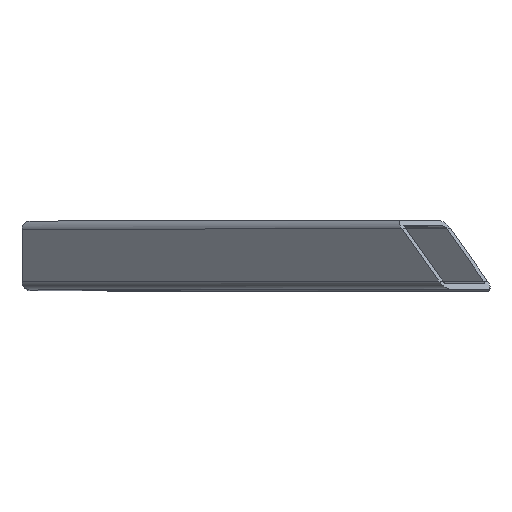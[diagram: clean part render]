
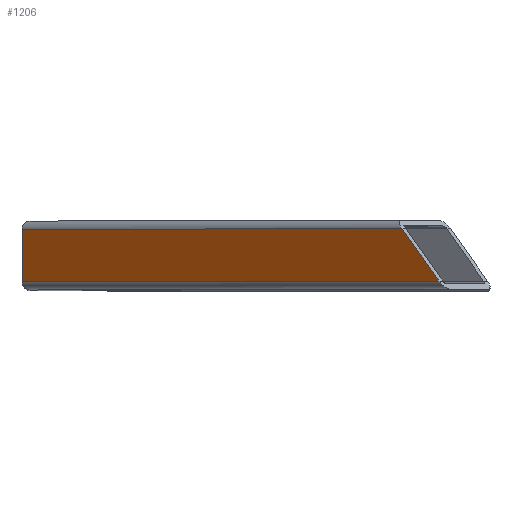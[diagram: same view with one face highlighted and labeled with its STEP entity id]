
A CAD part, top view. The second image highlights one B-rep face of the part: STEP entity #1206.
In plain terms, the highlighted planar face has unit normal (-0.707, 0, 0.707).
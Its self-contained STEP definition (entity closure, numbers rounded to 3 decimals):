
#146=ORIENTED_EDGE('',*,*,#474,.F.);
#147=ORIENTED_EDGE('',*,*,#475,.T.);
#148=ORIENTED_EDGE('',*,*,#476,.T.);
#149=ORIENTED_EDGE('',*,*,#465,.T.);
#465=EDGE_CURVE('',#626,#629,#745,.T.);
#474=EDGE_CURVE('',#638,#629,#754,.T.);
#475=EDGE_CURVE('',#638,#639,#755,.T.);
#476=EDGE_CURVE('',#639,#626,#756,.T.);
#626=VERTEX_POINT('',#1819);
#629=VERTEX_POINT('',#1824);
#638=VERTEX_POINT('',#1844);
#639=VERTEX_POINT('',#1846);
#745=LINE('',#1825,#841);
#754=LINE('',#1843,#850);
#755=LINE('',#1845,#851);
#756=LINE('',#1847,#852);
#841=VECTOR('',#1442,1000.);
#850=VECTOR('',#1453,1000.);
#851=VECTOR('',#1454,1000.);
#852=VECTOR('',#1455,1000.);
#928=EDGE_LOOP('',(#146,#147,#148,#149));
#1056=FACE_BOUND('',#928,.T.);
#1180=PLANE('',#1287);
#1206=ADVANCED_FACE('',(#1056),#1180,.T.);
#1287=AXIS2_PLACEMENT_3D('',#1842,#1451,#1452);
#1442=DIRECTION('',(0.,-1.,0.));
#1451=DIRECTION('',(-0.707,0.,0.707));
#1452=DIRECTION('',(-0.707,0.,-0.707));
#1453=DIRECTION('',(-0.707,0.,-0.707));
#1454=DIRECTION('',(-0.5,0.707,-0.5));
#1455=DIRECTION('',(-0.707,0.,-0.707));
#1819=CARTESIAN_POINT('',(-25.,22.,89.872));
#1824=CARTESIAN_POINT('',(-25.,3.,89.872));
#1825=CARTESIAN_POINT('',(-25.,12.5,89.872));
#1842=CARTESIAN_POINT('',(128.222,12.5,243.094));
#1843=CARTESIAN_POINT('',(128.222,3.,243.094));
#1844=CARTESIAN_POINT('',(126.101,3.,240.973));
#1845=CARTESIAN_POINT('',(119.383,12.5,234.255));
#1846=CARTESIAN_POINT('',(112.666,22.,227.538));
#1847=CARTESIAN_POINT('',(128.222,22.,243.094));
